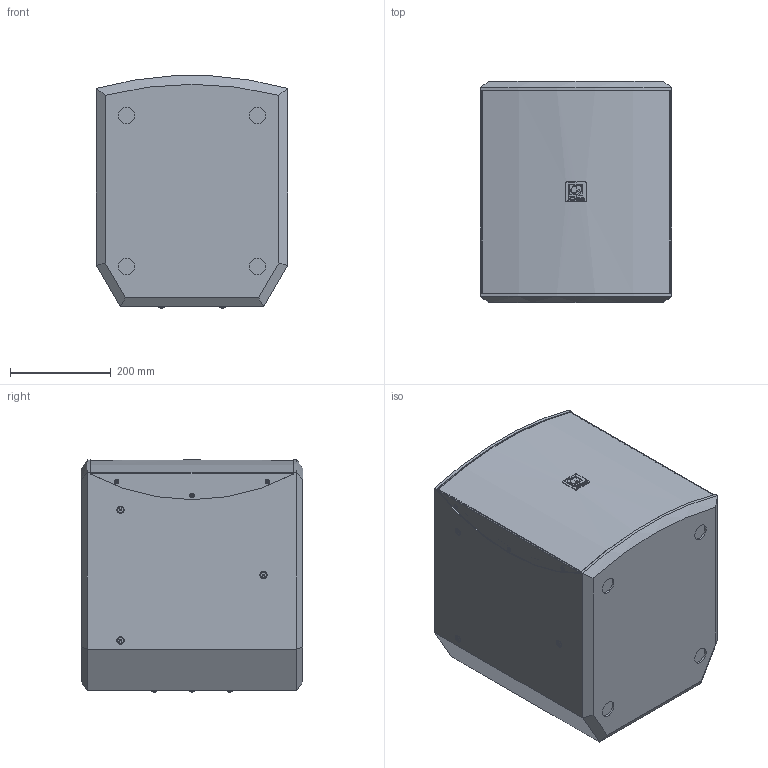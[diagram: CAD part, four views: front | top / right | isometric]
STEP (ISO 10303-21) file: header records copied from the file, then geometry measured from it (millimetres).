
FILE_DESCRIPTION(/* description */ (''),/* implementation_level */ '2;1');
FILE_NAME(/* name */ 'AUDAC-BASO12.stp',/* time_stamp */ '2021-03-10T16:19:25+01:00',/* author */ ('kamiel'),/* organization */ (''),/* preprocessor_version */ 'ST-DEVELOPER v18.1',/* originating_system */ 'Autodesk Inventor 2021',/* authorisation */ '');
FILE_SCHEMA (('AUTOMOTIVE_DESIGN { 1 0 10303 214 3 1 1 }'));
Length unit declared in the file: millimetre
Products named in the file (1): AUDAC-BASO12
Bounding box: 380 x 440 x 461.61 mm (x, y, z)
Volume: 70085357.3 mm3; surface area: 1391323.5 mm2
Topology: 1 solids, 7 shells, 710 faces, 1883 edges, 1230 vertices
Faces by surface type: plane 334, cone 180, cylinder 87, torus 67, bspline 32, sphere 10
Full cylindrical faces by diameter (mm): 4.8 x6, 5.5 x6, 6 x2, 7.3 x6, 11.34 x6, 12.2 x2, 24 x2, 32.5 x4
Entity records: 25822 total; most frequent: CARTESIAN_POINT 8334, ORIENTED_EDGE 3722, DIRECTION 3249, EDGE_CURVE 1861, AXIS2_PLACEMENT_3D 1251, VERTEX_POINT 1230, EDGE_LOOP 807, LINE 747
